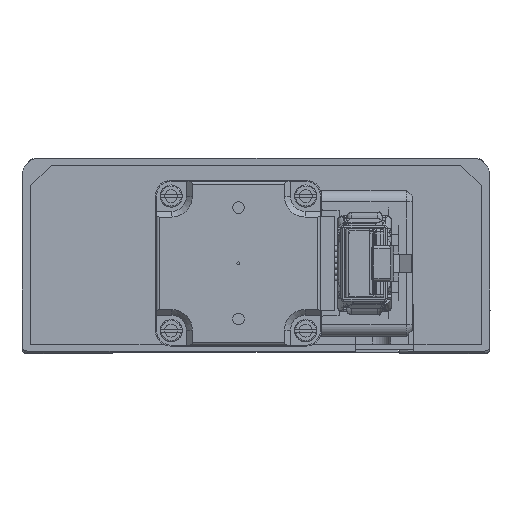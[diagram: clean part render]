
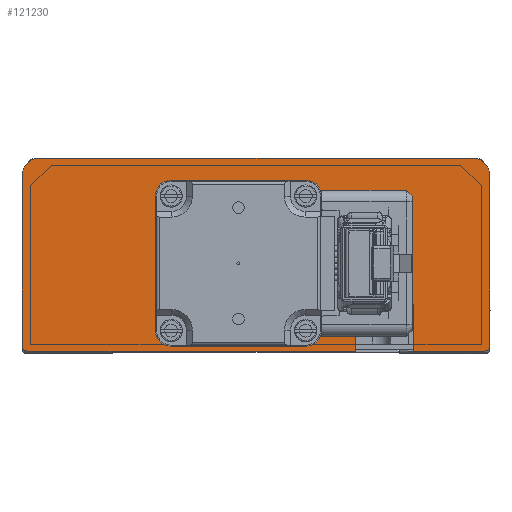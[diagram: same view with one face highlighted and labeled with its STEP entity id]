
A CAD part, front view. The second image highlights one B-rep face of the part: STEP entity #121230.
In plain terms, the highlighted face is planar.
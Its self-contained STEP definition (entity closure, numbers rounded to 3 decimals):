
#5596=LINE('',#214415,#19572);
#5599=LINE('',#214421,#19575);
#5602=LINE('',#214426,#19578);
#5686=LINE('',#214589,#19662);
#5688=LINE('',#214593,#19664);
#5689=LINE('',#214595,#19665);
#5692=LINE('',#214603,#19668);
#5704=LINE('',#214633,#19680);
#19572=VECTOR('',#170251,1000.);
#19575=VECTOR('',#170256,1000.);
#19578=VECTOR('',#170261,1000.);
#19662=VECTOR('',#170417,1000.);
#19664=VECTOR('',#170423,1000.);
#19665=VECTOR('',#170426,1000.);
#19668=VECTOR('',#170439,1000.);
#19680=VECTOR('',#170483,1000.);
#36790=ORIENTED_EDGE('',*,*,#70586,.F.);
#36791=ORIENTED_EDGE('',*,*,#70583,.F.);
#36792=ORIENTED_EDGE('',*,*,#70580,.F.);
#36793=ORIENTED_EDGE('',*,*,#70683,.F.);
#36794=ORIENTED_EDGE('',*,*,#70529,.T.);
#36795=ORIENTED_EDGE('',*,*,#70682,.F.);
#36796=ORIENTED_EDGE('',*,*,#70610,.T.);
#36797=ORIENTED_EDGE('',*,*,#70686,.F.);
#36798=ORIENTED_EDGE('',*,*,#70622,.T.);
#36799=ORIENTED_EDGE('',*,*,#70680,.F.);
#36800=ORIENTED_EDGE('',*,*,#70525,.T.);
#36801=ORIENTED_EDGE('',*,*,#70702,.F.);
#70525=EDGE_CURVE('',#87952,#87951,#98703,.T.);
#70529=EDGE_CURVE('',#87956,#87955,#98705,.T.);
#70580=EDGE_CURVE('',#87994,#87995,#5596,.T.);
#70583=EDGE_CURVE('',#87995,#87997,#5599,.T.);
#70586=EDGE_CURVE('',#87997,#87998,#5602,.T.);
#70610=EDGE_CURVE('',#88012,#88011,#98723,.T.);
#70622=EDGE_CURVE('',#88024,#88023,#98729,.T.);
#70680=EDGE_CURVE('',#87952,#88023,#5686,.T.);
#70682=EDGE_CURVE('',#88012,#87955,#5688,.T.);
#70683=EDGE_CURVE('',#87956,#87994,#5689,.T.);
#70686=EDGE_CURVE('',#88024,#88011,#5692,.T.);
#70702=EDGE_CURVE('',#87998,#87951,#5704,.T.);
#87951=VERTEX_POINT('',#214293);
#87952=VERTEX_POINT('',#214295);
#87955=VERTEX_POINT('',#214302);
#87956=VERTEX_POINT('',#214304);
#87994=VERTEX_POINT('',#214414);
#87995=VERTEX_POINT('',#214416);
#87997=VERTEX_POINT('',#214422);
#87998=VERTEX_POINT('',#214427);
#88011=VERTEX_POINT('',#214469);
#88012=VERTEX_POINT('',#214471);
#88023=VERTEX_POINT('',#214496);
#88024=VERTEX_POINT('',#214498);
#98703=CIRCLE('',#158772,1.);
#98705=CIRCLE('',#158775,1.);
#98723=CIRCLE('',#158813,3.);
#98729=CIRCLE('',#158822,3.);
#101974=EDGE_LOOP('',(#36790,#36791,#36792,#36793,#36794,#36795,#36796,
#36797,#36798,#36799,#36800,#36801));
#109375=FACE_BOUND('',#101974,.T.);
#116360=PLANE('',#158871);
#121230=ADVANCED_FACE('',(#109375),#116360,.F.);
#158772=AXIS2_PLACEMENT_3D('',#214294,#170153,#170154);
#158775=AXIS2_PLACEMENT_3D('',#214303,#170161,#170162);
#158813=AXIS2_PLACEMENT_3D('',#214470,#170298,#170299);
#158822=AXIS2_PLACEMENT_3D('',#214497,#170322,#170323);
#158871=AXIS2_PLACEMENT_3D('',#214640,#170494,#170495);
#170153=DIRECTION('',(0.,0.,1.));
#170154=DIRECTION('',(-1.,0.,0.));
#170161=DIRECTION('',(0.,0.,1.));
#170162=DIRECTION('',(-1.,0.,0.));
#170251=DIRECTION('',(0.,1.,0.));
#170256=DIRECTION('',(-1.,0.,0.));
#170261=DIRECTION('',(0.,-1.,0.));
#170298=DIRECTION('',(0.,0.,1.));
#170299=DIRECTION('',(-1.,0.,0.));
#170322=DIRECTION('',(0.,0.,1.));
#170323=DIRECTION('',(-1.,0.,0.));
#170417=DIRECTION('',(0.,1.,0.));
#170423=DIRECTION('',(0.,-1.,0.));
#170426=DIRECTION('',(-1.,0.,0.));
#170439=DIRECTION('',(1.,0.,0.));
#170483=DIRECTION('',(-1.,0.,0.));
#170494=DIRECTION('',(0.,0.,-1.));
#170495=DIRECTION('',(-1.,0.,0.));
#214293=CARTESIAN_POINT('',(-39.,0.5,353.));
#214294=CARTESIAN_POINT('',(-39.,1.5,353.));
#214295=CARTESIAN_POINT('',(-40.,1.5,353.));
#214302=CARTESIAN_POINT('',(40.,1.5,353.));
#214303=CARTESIAN_POINT('',(39.,1.5,353.));
#214304=CARTESIAN_POINT('',(39.,0.5,353.));
#214414=CARTESIAN_POINT('',(27.,0.5,353.));
#214415=CARTESIAN_POINT('',(27.,0.5,353.));
#214416=CARTESIAN_POINT('',(27.,8.5,353.));
#214421=CARTESIAN_POINT('',(17.,8.5,353.));
#214422=CARTESIAN_POINT('',(17.,8.5,353.));
#214426=CARTESIAN_POINT('',(17.,0.5,353.));
#214427=CARTESIAN_POINT('',(17.,0.5,353.));
#214469=CARTESIAN_POINT('',(37.,33.5,353.));
#214470=CARTESIAN_POINT('',(37.,30.5,353.));
#214471=CARTESIAN_POINT('',(40.,30.5,353.));
#214496=CARTESIAN_POINT('',(-40.,30.5,353.));
#214497=CARTESIAN_POINT('',(-37.,30.5,353.));
#214498=CARTESIAN_POINT('',(-37.,33.5,353.));
#214589=CARTESIAN_POINT('',(-40.,0.5,353.));
#214593=CARTESIAN_POINT('',(40.,0.5,353.));
#214595=CARTESIAN_POINT('',(-40.,0.5,353.));
#214603=CARTESIAN_POINT('',(-40.,33.5,353.));
#214633=CARTESIAN_POINT('',(-40.,0.5,353.));
#214640=CARTESIAN_POINT('',(-40.,0.5,353.));
